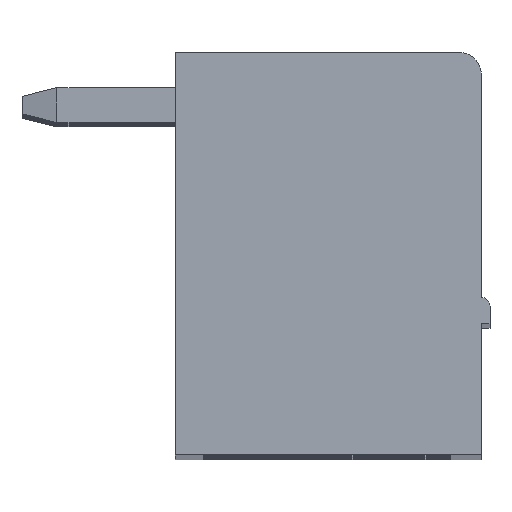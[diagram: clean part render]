
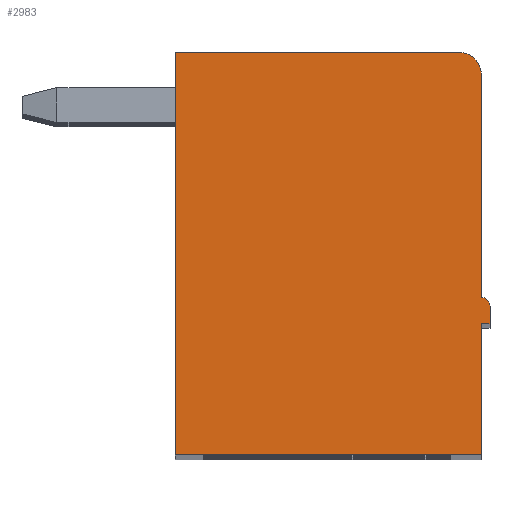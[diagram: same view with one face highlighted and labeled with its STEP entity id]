
A CAD part, top view. The second image highlights one B-rep face of the part: STEP entity #2983.
In plain terms, the highlighted planar face has unit normal (0, 0, 1).
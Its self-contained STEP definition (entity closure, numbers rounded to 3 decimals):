
#696 = VERTEX_POINT('',#697);
#697 = CARTESIAN_POINT('',(3.5,9.,21.35));
#712 = VERTEX_POINT('',#713);
#713 = CARTESIAN_POINT('',(10.5,9.,21.35));
#719 = EDGE_CURVE('',#696,#712,#720,.T.);
#720 = LINE('',#721,#722);
#721 = CARTESIAN_POINT('',(3.5,9.,21.35));
#722 = VECTOR('',#723,1.);
#723 = DIRECTION('',(1.,0.,0.));
#2871 = VERTEX_POINT('',#2872);
#2872 = CARTESIAN_POINT('',(10.5,12.,21.35));
#2878 = EDGE_CURVE('',#712,#2871,#2879,.T.);
#2879 = LINE('',#2880,#2881);
#2880 = CARTESIAN_POINT('',(10.5,9.,21.35));
#2881 = VECTOR('',#2882,1.);
#2882 = DIRECTION('',(0.,1.,0.));
#2902 = VERTEX_POINT('',#2903);
#2903 = CARTESIAN_POINT('',(10.7,12.,21.35));
#2909 = EDGE_CURVE('',#2871,#2902,#2910,.T.);
#2910 = LINE('',#2911,#2912);
#2911 = CARTESIAN_POINT('',(10.5,12.,21.35));
#2912 = VECTOR('',#2913,1.);
#2913 = DIRECTION('',(1.,0.,0.));
#2933 = VERTEX_POINT('',#2934);
#2934 = CARTESIAN_POINT('',(10.7,12.4,21.35));
#2940 = EDGE_CURVE('',#2902,#2933,#2941,.T.);
#2941 = LINE('',#2942,#2943);
#2942 = CARTESIAN_POINT('',(10.7,12.,21.35));
#2943 = VECTOR('',#2944,1.);
#2944 = DIRECTION('',(0.,1.,0.));
#2965 = VERTEX_POINT('',#2966);
#2966 = CARTESIAN_POINT('',(10.5,12.6,21.35));
#2972 = EDGE_CURVE('',#2933,#2965,#2973,.T.);
#2973 = CIRCLE('',#2974,0.2);
#2974 = AXIS2_PLACEMENT_3D('',#2975,#2976,#2977);
#2975 = CARTESIAN_POINT('',(10.5,12.4,21.35));
#2976 = DIRECTION('',(0.,0.,1.));
#2977 = DIRECTION('',(1.,0.,0.));
#2983 = ADVANCED_FACE('',(#2984),#3022,.T.);
#2984 = FACE_BOUND('',#2985,.T.);
#2985 = EDGE_LOOP('',(#2986,#2997,#3005,#3011,#3012,#3013,#3014,#3015,
    #3016));
#2986 = ORIENTED_EDGE('',*,*,#2987,.T.);
#2987 = EDGE_CURVE('',#2988,#2990,#2992,.T.);
#2988 = VERTEX_POINT('',#2989);
#2989 = CARTESIAN_POINT('',(10.5,17.7,21.35));
#2990 = VERTEX_POINT('',#2991);
#2991 = CARTESIAN_POINT('',(10.,18.2,21.35));
#2992 = CIRCLE('',#2993,0.5);
#2993 = AXIS2_PLACEMENT_3D('',#2994,#2995,#2996);
#2994 = CARTESIAN_POINT('',(10.,17.7,21.35));
#2995 = DIRECTION('',(0.,0.,1.));
#2996 = DIRECTION('',(1.,0.,0.));
#2997 = ORIENTED_EDGE('',*,*,#2998,.T.);
#2998 = EDGE_CURVE('',#2990,#2999,#3001,.T.);
#2999 = VERTEX_POINT('',#3000);
#3000 = CARTESIAN_POINT('',(3.5,18.2,21.35));
#3001 = LINE('',#3002,#3003);
#3002 = CARTESIAN_POINT('',(10.5,18.2,21.35));
#3003 = VECTOR('',#3004,1.);
#3004 = DIRECTION('',(-1.,0.,0.));
#3005 = ORIENTED_EDGE('',*,*,#3006,.T.);
#3006 = EDGE_CURVE('',#2999,#696,#3007,.T.);
#3007 = LINE('',#3008,#3009);
#3008 = CARTESIAN_POINT('',(3.5,18.2,21.35));
#3009 = VECTOR('',#3010,1.);
#3010 = DIRECTION('',(0.,-1.,0.));
#3011 = ORIENTED_EDGE('',*,*,#719,.T.);
#3012 = ORIENTED_EDGE('',*,*,#2878,.T.);
#3013 = ORIENTED_EDGE('',*,*,#2909,.T.);
#3014 = ORIENTED_EDGE('',*,*,#2940,.T.);
#3015 = ORIENTED_EDGE('',*,*,#2972,.T.);
#3016 = ORIENTED_EDGE('',*,*,#3017,.T.);
#3017 = EDGE_CURVE('',#2965,#2988,#3018,.T.);
#3018 = LINE('',#3019,#3020);
#3019 = CARTESIAN_POINT('',(10.5,12.6,21.35));
#3020 = VECTOR('',#3021,1.);
#3021 = DIRECTION('',(0.,1.,0.));
#3022 = PLANE('',#3023);
#3023 = AXIS2_PLACEMENT_3D('',#3024,#3025,#3026);
#3024 = CARTESIAN_POINT('',(10.5,12.4,21.35));
#3025 = DIRECTION('',(0.,0.,1.));
#3026 = DIRECTION('',(1.,0.,0.));
